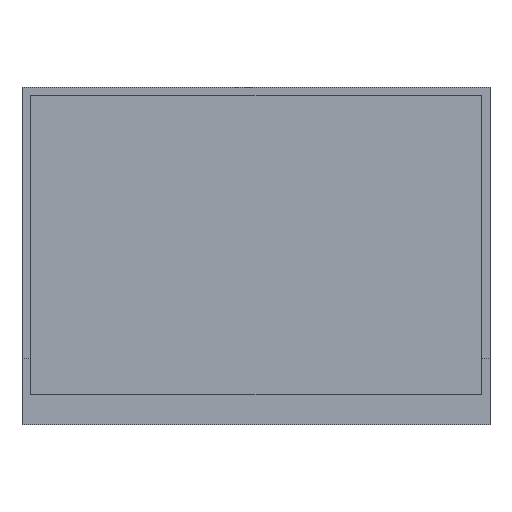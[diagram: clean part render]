
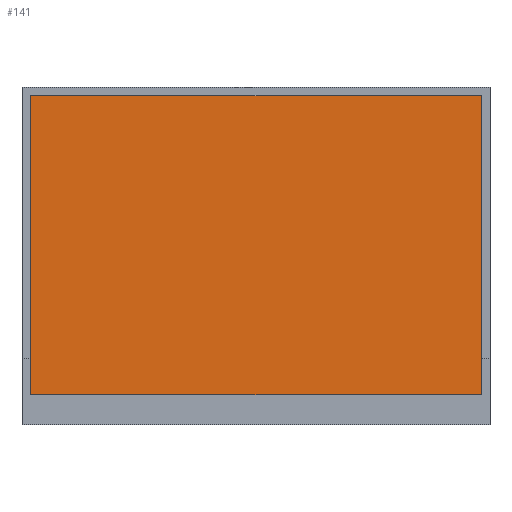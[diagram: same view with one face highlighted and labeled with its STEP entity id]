
A CAD part, front view. The second image highlights one B-rep face of the part: STEP entity #141.
In plain terms, the highlighted planar face has unit normal (0, -1, 0).
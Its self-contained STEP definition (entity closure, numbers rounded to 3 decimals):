
#2 = EDGE_CURVE ( 'NONE', #248, #202, #39, .T. ) ;
#39 = LINE ( 'NONE', #568, #475 ) ;
#51 = DIRECTION ( 'NONE',  ( 0., -1., 0. ) ) ;
#69 = CARTESIAN_POINT ( 'NONE',  ( -12.8, -0.7, 9.1 ) ) ;
#80 = ORIENTED_EDGE ( 'NONE', *, *, #450, .T. ) ;
#103 = DIRECTION ( 'NONE',  ( 0., 0., -1. ) ) ;
#141 = ADVANCED_FACE ( 'NONE', ( #688 ), #376, .T. ) ;
#164 = AXIS2_PLACEMENT_3D ( 'NONE', #204, #51, #103 ) ;
#168 = CARTESIAN_POINT ( 'NONE',  ( 12.8, -0.7, 9.1 ) ) ;
#171 = EDGE_CURVE ( 'NONE', #292, #248, #690, .T. ) ;
#197 = ORIENTED_EDGE ( 'NONE', *, *, #171, .T. ) ;
#202 = VERTEX_POINT ( 'NONE', #69 ) ;
#204 = CARTESIAN_POINT ( 'NONE',  ( 0., -0.7, 0. ) ) ;
#210 = CARTESIAN_POINT ( 'NONE',  ( -12.8, -0.7, -7.9 ) ) ;
#237 = DIRECTION ( 'NONE',  ( -1., 0., 0. ) ) ;
#248 = VERTEX_POINT ( 'NONE', #168 ) ;
#292 = VERTEX_POINT ( 'NONE', #343 ) ;
#313 = ORIENTED_EDGE ( 'NONE', *, *, #2, .T. ) ;
#327 = ORIENTED_EDGE ( 'NONE', *, *, #605, .T. ) ;
#343 = CARTESIAN_POINT ( 'NONE',  ( 12.8, -0.7, -7.9 ) ) ;
#366 = VECTOR ( 'NONE', #606, 1000. ) ;
#376 = PLANE ( 'NONE',  #164 ) ;
#416 = DIRECTION ( 'NONE',  ( 1., 0., 0. ) ) ;
#450 = EDGE_CURVE ( 'NONE', #522, #292, #694, .T. ) ;
#475 = VECTOR ( 'NONE', #237, 1000. ) ;
#522 = VERTEX_POINT ( 'NONE', #598 ) ;
#524 = VECTOR ( 'NONE', #416, 1000. ) ;
#568 = CARTESIAN_POINT ( 'NONE',  ( -12.8, -0.7, 9.1 ) ) ;
#593 = EDGE_LOOP ( 'NONE', ( #327, #80, #197, #313 ) ) ;
#594 = VECTOR ( 'NONE', #645, 1000. ) ;
#596 = CARTESIAN_POINT ( 'NONE',  ( -12.8, -0.7, 9.1 ) ) ;
#598 = CARTESIAN_POINT ( 'NONE',  ( -12.8, -0.7, -7.9 ) ) ;
#600 = LINE ( 'NONE', #596, #366 ) ;
#605 = EDGE_CURVE ( 'NONE', #202, #522, #600, .T. ) ;
#606 = DIRECTION ( 'NONE',  ( 0., 0., -1. ) ) ;
#639 = CARTESIAN_POINT ( 'NONE',  ( 12.8, -0.7, 9.1 ) ) ;
#645 = DIRECTION ( 'NONE',  ( 0., 0., 1. ) ) ;
#688 = FACE_OUTER_BOUND ( 'NONE', #593, .T. ) ;
#690 = LINE ( 'NONE', #639, #594 ) ;
#694 = LINE ( 'NONE', #210, #524 ) ;
